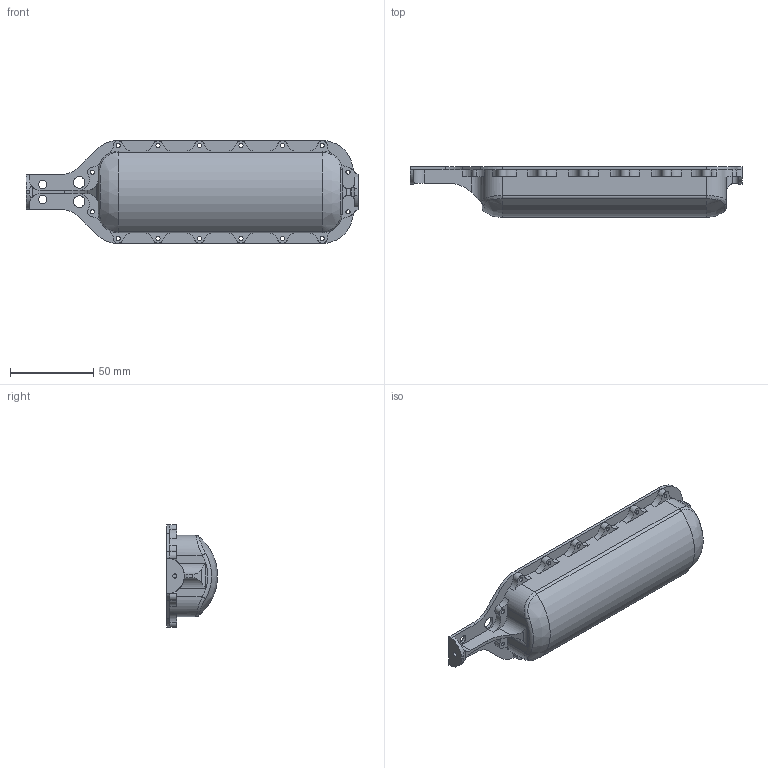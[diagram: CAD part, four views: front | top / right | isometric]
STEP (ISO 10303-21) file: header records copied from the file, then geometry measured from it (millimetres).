
FILE_DESCRIPTION(('FreeCAD Model'),'2;1');
FILE_NAME('Open CASCADE Shape Model','2023-03-06T22:53:22',('Author'),( ''),'Open CASCADE STEP processor 7.5','FreeCAD','Unknown');
FILE_SCHEMA(('AUTOMOTIVE_DESIGN { 1 0 10303 214 1 1 1 1 }'));
Length unit declared in the file: millimetre
Products named in the file (1): (Unsaved)
Bounding box: 200 x 30.65 x 62 mm (x, y, z)
Volume: 45891.3 mm3; surface area: 42634.8 mm2
Topology: 1 solids, 1 shells, 233 faces, 624 edges, 400 vertices
Faces by surface type: cylinder 132, plane 73, bspline 20, torus 8
Full cylindrical faces by diameter (mm): 2.5 x18, 5 x2, 7 x2
Entity records: 24949 total; most frequent: CARTESIAN_POINT 12738, DIRECTION 2263, ORIENTED_EDGE 1248, PCURVE 1248, DEFINITIONAL_REPRESENTATION 1248, LINE 1150, VECTOR 1150, EDGE_CURVE 624
